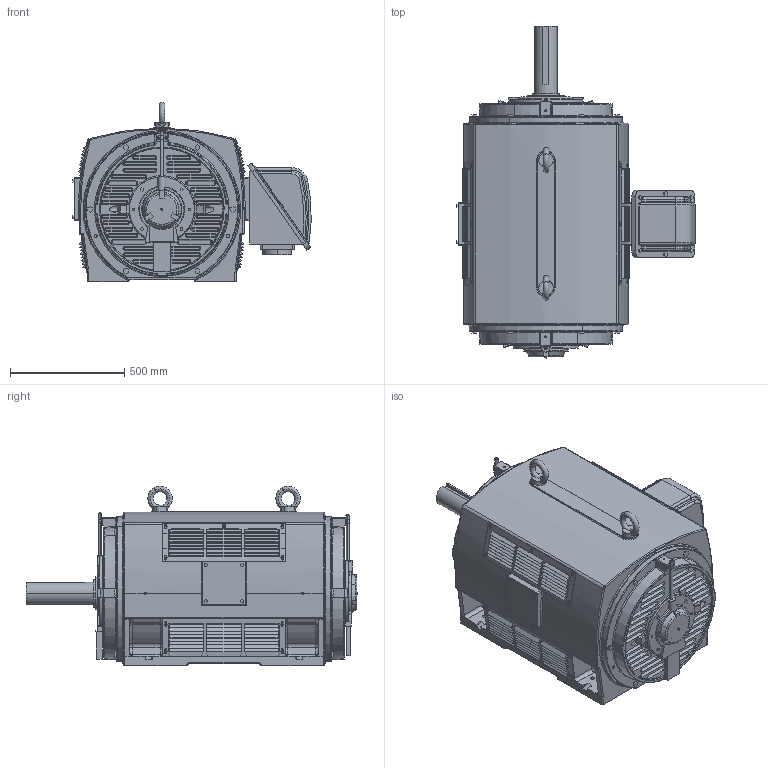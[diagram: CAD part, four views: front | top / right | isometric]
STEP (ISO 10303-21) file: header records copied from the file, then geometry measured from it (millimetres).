
FILE_DESCRIPTION(('CATIA V5 STEP Exchange'),'2;1');
FILE_NAME('3A043A496.stp','2014-04-09T02:27:49+00:00',('none'),('none'),'Unofficial Packaging Version','CATIA V5 STEP AP203','none');
FILE_SCHEMA(('CONFIG_CONTROL_DESIGN'));
Length unit declared in the file: millimetre
Products named in the file (1): #14
Bounding box: 1043.48 x 1453.36 x 786.47 mm (x, y, z)
Volume: 391207475.5 mm3; surface area: 9637946 mm2
Topology: 2 solids, 34 shells, 3771 faces, 10307 edges, 6454 vertices
Faces by surface type: plane 1805, cylinder 1184, torus 280, bspline 250, cone 178, revolution 40, sphere 32, extrusion 2
Entity records: 137782 total; most frequent: CARTESIAN_POINT 53042, ORIENTED_EDGE 20506, DIRECTION 12330, EDGE_CURVE 10253, VERTEX_POINT 6454, VECTOR 5260, LINE 5258, AXIS2_PLACEMENT_3D 4893
